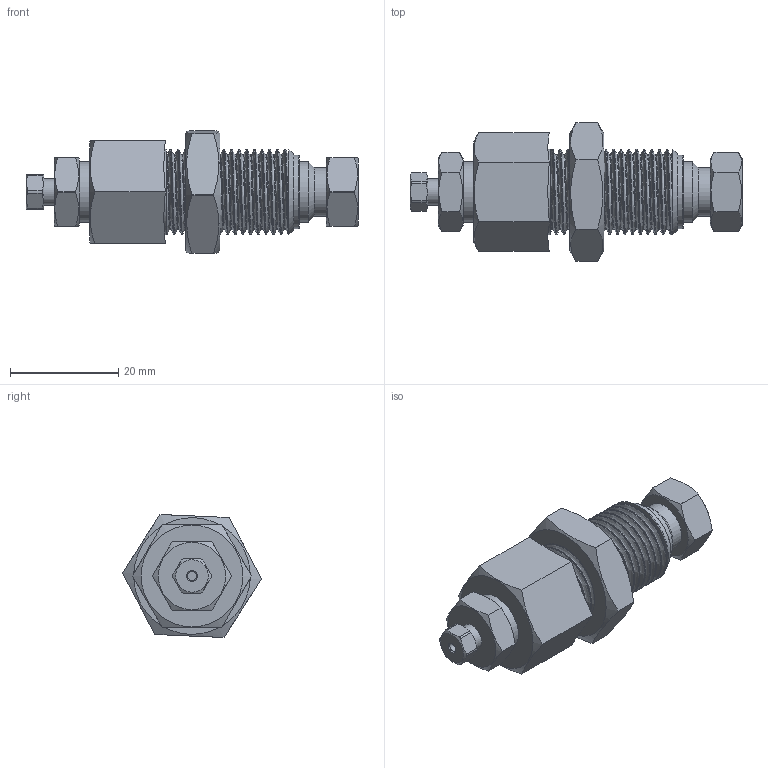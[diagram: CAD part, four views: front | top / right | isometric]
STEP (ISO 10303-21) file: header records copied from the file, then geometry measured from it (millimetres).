
FILE_DESCRIPTION((''),'2;1');
FILE_NAME('305247-ZBRUFR41 Bulkhead reducing union 1-4 to 1-16.stp','2013-08-21T15:18:22',('Franzp'),(''),'Autodesk Inventor 2013','Autodesk Inventor 2013','');
FILE_SCHEMA(('AUTOMOTIVE_DESIGN { 1 0 10303 214 1 1 1 1 }'));
Length unit declared in the file: millimetre
Products named in the file (3): 3152a47; 315247; 310538
Assembly tree (2 placements, depth 2):
  3152a47
    315247
    310538
Bounding box: 61.44 x 25.64 x 22.76 mm (x, y, z)
Volume: 1608.4 mm3; surface area: 8650.1 mm2
Topology: 1 solids, 10 shells, 90 faces, 273 edges, 177 vertices
Faces by surface type: plane 43, cylinder 23, cone 17, bspline 6, torus 1
Full cylindrical faces by diameter (mm): 1.727 x1, 4.826 x1, 6.55 x1, 8.89 x1, 11.113 x2, 13.589 x1, 13.782 x2, 14.351 x1, 15.875 x1
Entity records: 10653 total; most frequent: CARTESIAN_POINT 8396, DIRECTION 428, ORIENTED_EDGE 387, EDGE_CURVE 231, AXIS2_PLACEMENT_3D 187, VERTEX_POINT 164, EDGE_LOOP 131, CIRCLE 98
